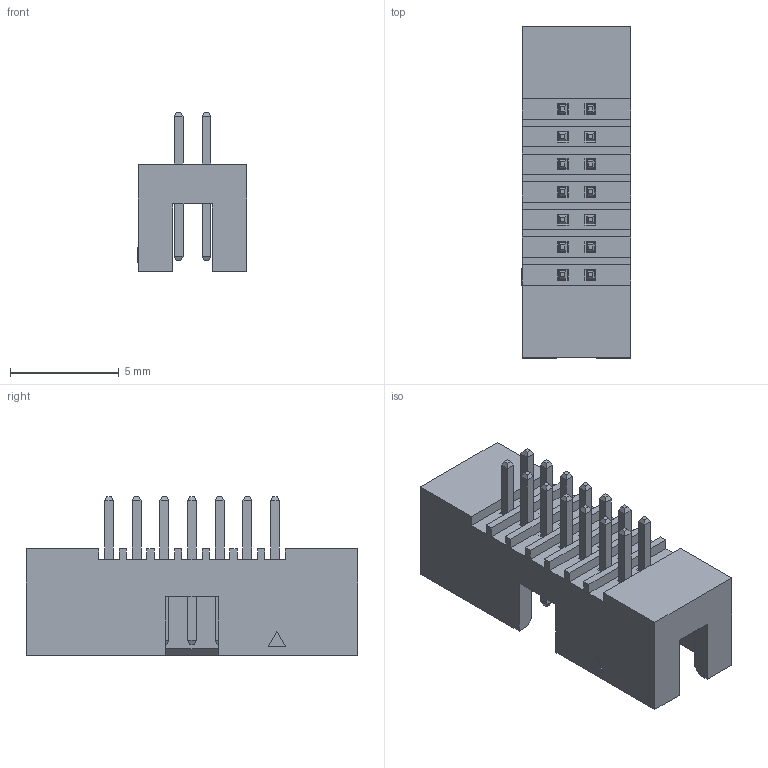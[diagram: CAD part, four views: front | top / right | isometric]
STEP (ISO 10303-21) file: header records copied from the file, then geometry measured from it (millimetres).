
FILE_DESCRIPTION((''),'2;1');
FILE_NAME('2195S-14X-K_ASM','2020-12-10T11:19:30',('Acer'),(''),'CREO PARAMETRIC BY PTC INC, 2018100','CREO PARAMETRIC BY PTC INC, 2018100','');
FILE_SCHEMA(('CONFIG_CONTROL_DESIGN'));
Length unit declared in the file: millimetre
Products named in the file (3): 801-2195-14-K; 802A-0_4; 2195S-14X-K_ASM
Assembly tree (15 placements, depth 2):
  2195S-14X-K_ASM
    801-2195-14-K
    802A-0_4  x14
Bounding box: 5.05 x 15.24 x 7.3 mm (x, y, z)
Volume: 209.7 mm3; surface area: 634.9 mm2
Topology: 15 solids, 15 shells, 369 faces, 842 edges, 504 vertices
Faces by surface type: plane 369
Entity records: 5696 total; most frequent: CARTESIAN_POINT 979, ORIENTED_EDGE 956, DIRECTION 888, VECTOR 478, LINE 478, EDGE_CURVE 478, VERTEX_POINT 296, EDGE_LOOP 216
